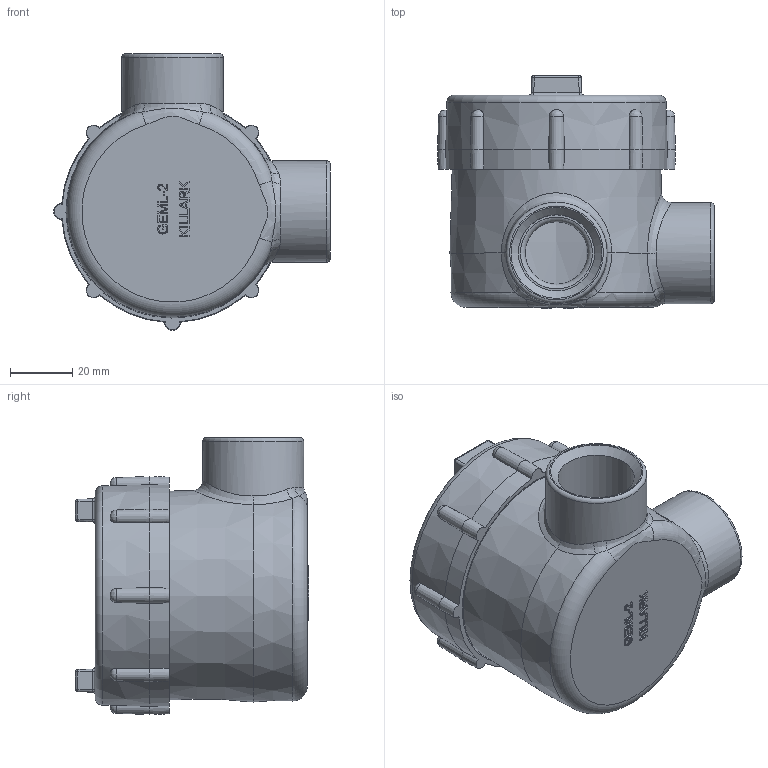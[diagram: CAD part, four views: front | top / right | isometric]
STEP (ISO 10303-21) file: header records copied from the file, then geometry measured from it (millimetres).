
FILE_DESCRIPTION(/* description */ (''),/* implementation_level */ '2;1');
FILE_NAME(/* name */ 'KIL_GEML-2.stp',/* time_stamp */ '2021-05-10T14:07:48+06:00',/* author */ ('kr'),/* organization */ (''),/* preprocessor_version */ 'ST-DEVELOPER v18',/* originating_system */ 'Autodesk Inventor 2020',/* authorisation */ '');
FILE_SCHEMA (('AUTOMOTIVE_DESIGN { 1 0 10303 214 3 1 1 }'));
Length unit declared in the file: inch
Products named in the file (3): GEMC-1; 22484; 03975-2
Assembly tree (2 placements, depth 2):
  GEMC-1
    22484
    03975-2
Bounding box: 89.05 x 74.99 x 89.05 mm (x, y, z)
Volume: 126533.2 mm3; surface area: 53932.7 mm2
Topology: 2 solids, 2 shells, 559 faces, 1400 edges, 889 vertices
Faces by surface type: plane 289, bspline 152, cylinder 46, cone 40, torus 22, sphere 10
Full cylindrical faces by diameter (mm): 3.52 x1, 20.117 x2, 24.511 x2, 32.537 x2, 64.77 x1, 66.421 x1
Entity records: 23060 total; most frequent: CARTESIAN_POINT 10487, ORIENTED_EDGE 2778, DIRECTION 2232, EDGE_CURVE 1389, VERTEX_POINT 889, LINE 770, VECTOR 770, AXIS2_PLACEMENT_3D 731
